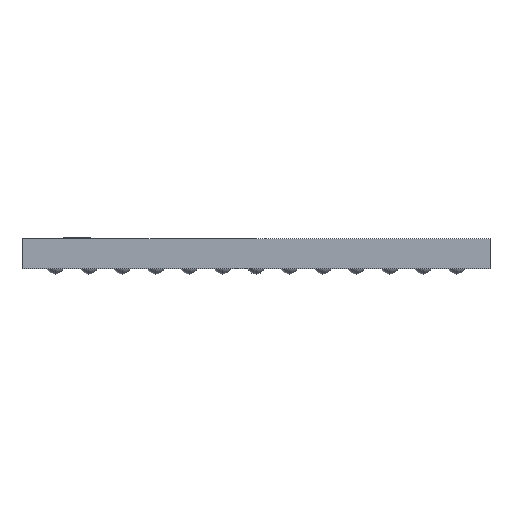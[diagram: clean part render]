
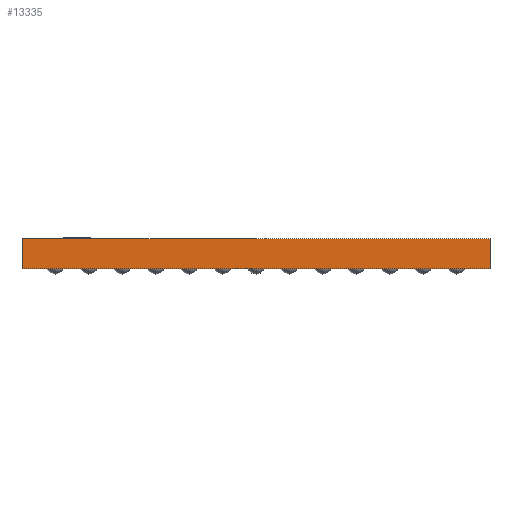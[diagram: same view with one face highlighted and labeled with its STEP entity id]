
A CAD part, left-side view. The second image highlights one B-rep face of the part: STEP entity #13335.
In plain terms, the highlighted planar face has unit normal (-1, 0, 0).
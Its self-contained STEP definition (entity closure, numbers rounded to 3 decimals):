
#1231 = EDGE_CURVE ( 'NONE', #14415, #28086, #3079, .T. ) ;
#1565 = VERTEX_POINT ( 'NONE', #15077 ) ;
#1700 = EDGE_CURVE ( 'NONE', #14415, #1565, #13055, .T. ) ;
#2926 = CARTESIAN_POINT ( 'NONE',  ( -3.5, -3.5, 0.45 ) ) ;
#3079 = LINE ( 'NONE', #13700, #18411 ) ;
#4002 = VECTOR ( 'NONE', #6623, 1000. ) ;
#4628 = VECTOR ( 'NONE', #15345, 1000. ) ;
#4820 = PLANE ( 'NONE',  #11356 ) ;
#5754 = EDGE_CURVE ( 'NONE', #28086, #8455, #9231, .T. ) ;
#6623 = DIRECTION ( 'NONE',  ( 0., 0., -1. ) ) ;
#7366 = CARTESIAN_POINT ( 'NONE',  ( -3.5, -3.5, 0.45 ) ) ;
#8455 = VERTEX_POINT ( 'NONE', #21818 ) ;
#8915 = LINE ( 'NONE', #13095, #4628 ) ;
#9231 = LINE ( 'NONE', #2926, #9948 ) ;
#9807 = DIRECTION ( 'NONE',  ( 0., -1., 0. ) ) ;
#9948 = VECTOR ( 'NONE', #13812, 1000. ) ;
#11356 = AXIS2_PLACEMENT_3D ( 'NONE', #7366, #15511, #20793 ) ;
#12745 = ORIENTED_EDGE ( 'NONE', *, *, #1700, .T. ) ;
#13055 = LINE ( 'NONE', #27965, #4002 ) ;
#13095 = CARTESIAN_POINT ( 'NONE',  ( -3.5, -3.5, 0. ) ) ;
#13335 = ADVANCED_FACE ( 'NONE', ( #18199 ), #4820, .F. ) ;
#13700 = CARTESIAN_POINT ( 'NONE',  ( -3.5, -3.5, 0.45 ) ) ;
#13812 = DIRECTION ( 'NONE',  ( 0., 0., -1. ) ) ;
#14415 = VERTEX_POINT ( 'NONE', #21527 ) ;
#15077 = CARTESIAN_POINT ( 'NONE',  ( -3.5, 3.5, 0. ) ) ;
#15345 = DIRECTION ( 'NONE',  ( 0., -1., 0. ) ) ;
#15511 = DIRECTION ( 'NONE',  ( 1., 0., 0. ) ) ;
#15657 = ORIENTED_EDGE ( 'NONE', *, *, #27832, .T. ) ;
#16826 = ORIENTED_EDGE ( 'NONE', *, *, #1231, .F. ) ;
#18199 = FACE_OUTER_BOUND ( 'NONE', #23795, .T. ) ;
#18411 = VECTOR ( 'NONE', #9807, 1000. ) ;
#20793 = DIRECTION ( 'NONE',  ( 0., 0., -1. ) ) ;
#21058 = CARTESIAN_POINT ( 'NONE',  ( -3.5, -3.5, 0.45 ) ) ;
#21527 = CARTESIAN_POINT ( 'NONE',  ( -3.5, 3.5, 0.45 ) ) ;
#21818 = CARTESIAN_POINT ( 'NONE',  ( -3.5, -3.5, 0. ) ) ;
#23795 = EDGE_LOOP ( 'NONE', ( #15657, #24705, #16826, #12745 ) ) ;
#24705 = ORIENTED_EDGE ( 'NONE', *, *, #5754, .F. ) ;
#27832 = EDGE_CURVE ( 'NONE', #1565, #8455, #8915, .T. ) ;
#27965 = CARTESIAN_POINT ( 'NONE',  ( -3.5, 3.5, 0.45 ) ) ;
#28086 = VERTEX_POINT ( 'NONE', #21058 ) ;
